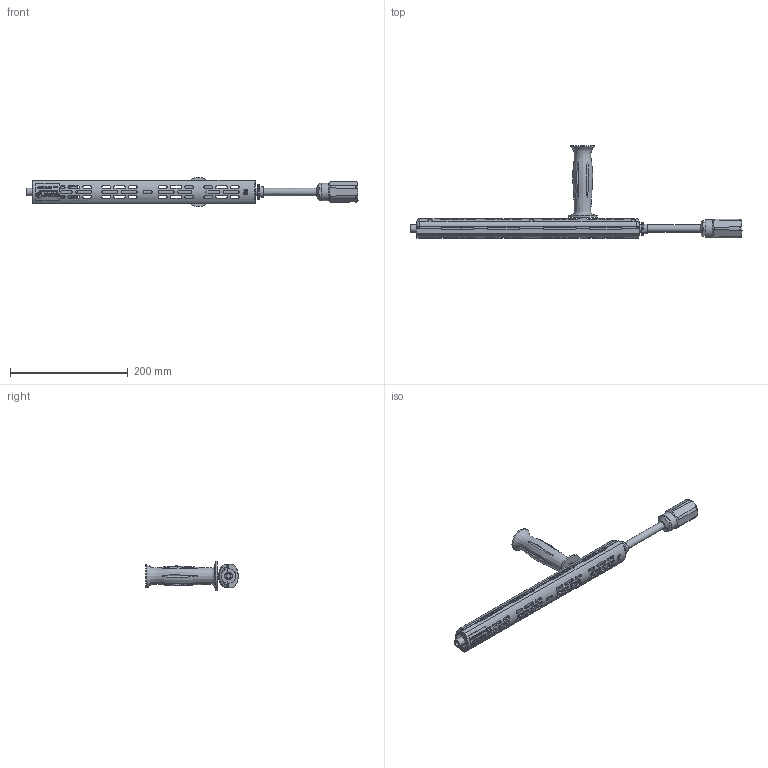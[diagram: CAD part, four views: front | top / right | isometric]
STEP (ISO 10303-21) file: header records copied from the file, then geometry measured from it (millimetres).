
FILE_DESCRIPTION(/* description */ ('Unknown'),/* implementation_level */ '2;1');
FILE_NAME(/* name */ '200072510',/* time_stamp */ '2020-06-18T08:34:17+02:00',/* author */ ('Unknown'),/* organization */ ('Unknown'),/* preprocessor_version */ 'ST-DEVELOPER v16.7',/* originating_system */ 'DEX',/* authorisation */ $);
FILE_SCHEMA (('AUTOMOTIVE_DESIGN {1 0 10303 214 3 1 1}'));
Products named in the file (1): Part1
Bounding box: 563.2 x 156.84 x 49.5 mm (x, y, z)
Volume: 347072 mm3; surface area: 142712.4 mm2
Topology: 2 solids, 2 shells, 1949 faces, 5264 edges, 3432 vertices
Faces by surface type: plane 800, bspline 536, cylinder 490, cone 102, sphere 15, torus 6
Full cylindrical faces by diameter (mm): 5 x4, 6.9 x6, 7.5 x1, 9.999 x1, 10.5 x1, 12.7 x1, 13 x1, 13.16 x3, 13.5 x1, 16.2 x1, 16.9 x1, 28 x1, 30 x1, 49.495 x1
Entity records: 101469 total; most frequent: CARTESIAN_POINT 45695, ORIENTED_EDGE 10338, DIRECTION 5907, EDGE_CURVE 5169, VERTEX_POINT 3402, B_SPLINE_CURVE_WITH_KNOTS 2824, EDGE_LOOP 2313, FACE_BOUND 2313
